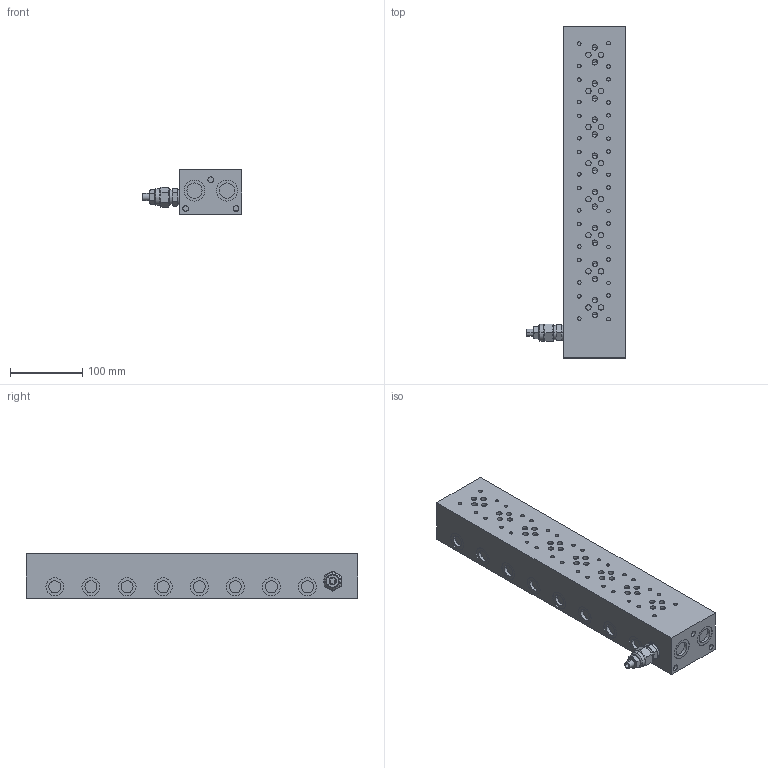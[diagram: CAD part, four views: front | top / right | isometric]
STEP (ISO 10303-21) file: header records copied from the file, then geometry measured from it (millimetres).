
FILE_DESCRIPTION(('STEP AP214'),'1');
FILE_NAME('tmp0.step',' ',(' '),(' '),'XStep 1.0',' ',' ');
FILE_SCHEMA(('automotive_design'));
Length unit declared in the file: millimetre
Bounding box: 138 x 460 x 62 mm (x, y, z)
Volume: 2409122.9 mm3; surface area: 169532.7 mm2
Topology: 2 solids, 2 shells, 632 faces, 1422 edges, 906 vertices
Faces by surface type: cylinder 332, plane 222, cone 78
Entity records: 22679 total; most frequent: DIRECTION 3320, CARTESIAN_POINT 3094, ORIENTED_EDGE 2780, EDGE_CURVE 1390, AXIS2_PLACEMENT_3D 1378, VERTEX_POINT 906, EDGE_LOOP 784, CIRCLE 730
